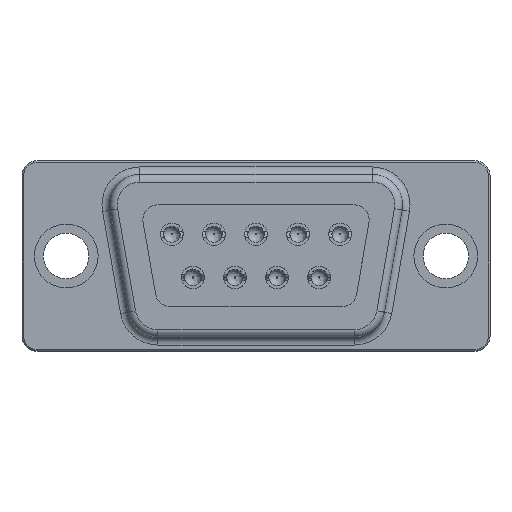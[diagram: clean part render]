
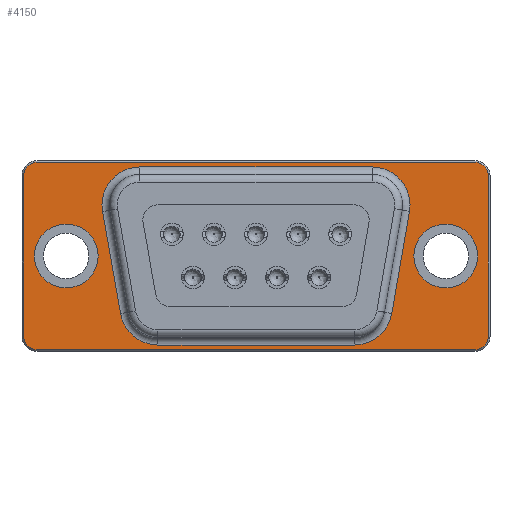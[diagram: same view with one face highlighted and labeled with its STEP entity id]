
A CAD part, top view. The second image highlights one B-rep face of the part: STEP entity #4150.
In plain terms, the highlighted planar face has unit normal (0, 0, 1).
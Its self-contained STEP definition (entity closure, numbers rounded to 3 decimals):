
#63=FACE_BOUND('',#1391,.T.);
#64=FACE_BOUND('',#1392,.T.);
#65=FACE_BOUND('',#1393,.T.);
#148=PLANE('',#4590);
#448=LINE('',#7723,#736);
#450=LINE('',#7735,#738);
#452=LINE('',#7745,#740);
#453=LINE('',#7751,#741);
#457=LINE('',#7761,#745);
#458=LINE('',#7765,#746);
#459=LINE('',#7769,#747);
#460=LINE('',#7773,#748);
#736=VECTOR('',#5549,10.);
#738=VECTOR('',#5563,10.);
#740=VECTOR('',#5577,10.);
#741=VECTOR('',#5586,10.);
#745=VECTOR('',#5598,10.);
#746=VECTOR('',#5601,10.);
#747=VECTOR('',#5604,10.);
#748=VECTOR('',#5607,10.);
#1114=FACE_OUTER_BOUND('',#1390,.T.);
#1390=EDGE_LOOP('',(#3512,#3513,#3514,#3515,#3516,#3517,#3518,#3519));
#1391=EDGE_LOOP('',(#3520));
#1392=EDGE_LOOP('',(#3521));
#1393=EDGE_LOOP('',(#3522,#3523,#3524,#3525,#3526,#3527,#3528,#3529));
#1531=CIRCLE('',#4335,2.1);
#1533=CIRCLE('',#4339,2.1);
#1629=CIRCLE('',#4568,2.5);
#1632=CIRCLE('',#4573,2.5);
#1636=CIRCLE('',#4579,2.5);
#1640=CIRCLE('',#4585,2.5);
#1641=CIRCLE('',#4591,0.9);
#1642=CIRCLE('',#4592,0.9);
#1643=CIRCLE('',#4593,0.9);
#1644=CIRCLE('',#4594,0.9);
#1812=VERTEX_POINT('',#6804);
#1814=VERTEX_POINT('',#6811);
#1977=VERTEX_POINT('',#7714);
#1978=VERTEX_POINT('',#7716);
#1980=VERTEX_POINT('',#7721);
#1982=VERTEX_POINT('',#7727);
#1984=VERTEX_POINT('',#7733);
#1985=VERTEX_POINT('',#7738);
#1986=VERTEX_POINT('',#7743);
#1987=VERTEX_POINT('',#7747);
#1988=VERTEX_POINT('',#7759);
#1989=VERTEX_POINT('',#7760);
#1990=VERTEX_POINT('',#7762);
#1991=VERTEX_POINT('',#7764);
#1992=VERTEX_POINT('',#7766);
#1993=VERTEX_POINT('',#7768);
#1994=VERTEX_POINT('',#7770);
#1995=VERTEX_POINT('',#7772);
#2198=EDGE_CURVE('',#1812,#1812,#1531,.T.);
#2201=EDGE_CURVE('',#1814,#1814,#1533,.T.);
#2485=EDGE_CURVE('',#1978,#1977,#1629,.T.);
#2487=EDGE_CURVE('',#1980,#1978,#448,.T.);
#2490=EDGE_CURVE('',#1982,#1980,#1632,.T.);
#2493=EDGE_CURVE('',#1984,#1982,#450,.T.);
#2496=EDGE_CURVE('',#1985,#1984,#1636,.T.);
#2499=EDGE_CURVE('',#1986,#1985,#452,.T.);
#2501=EDGE_CURVE('',#1987,#1986,#1640,.T.);
#2502=EDGE_CURVE('',#1977,#1987,#453,.T.);
#2506=EDGE_CURVE('',#1988,#1989,#457,.T.);
#2507=EDGE_CURVE('',#1989,#1990,#1641,.T.);
#2508=EDGE_CURVE('',#1990,#1991,#458,.T.);
#2509=EDGE_CURVE('',#1991,#1992,#1642,.T.);
#2510=EDGE_CURVE('',#1992,#1993,#459,.T.);
#2511=EDGE_CURVE('',#1993,#1994,#1643,.T.);
#2512=EDGE_CURVE('',#1994,#1995,#460,.T.);
#2513=EDGE_CURVE('',#1995,#1988,#1644,.T.);
#3512=ORIENTED_EDGE('',*,*,#2506,.T.);
#3513=ORIENTED_EDGE('',*,*,#2507,.T.);
#3514=ORIENTED_EDGE('',*,*,#2508,.T.);
#3515=ORIENTED_EDGE('',*,*,#2509,.T.);
#3516=ORIENTED_EDGE('',*,*,#2510,.T.);
#3517=ORIENTED_EDGE('',*,*,#2511,.T.);
#3518=ORIENTED_EDGE('',*,*,#2512,.T.);
#3519=ORIENTED_EDGE('',*,*,#2513,.T.);
#3520=ORIENTED_EDGE('',*,*,#2198,.T.);
#3521=ORIENTED_EDGE('',*,*,#2201,.T.);
#3522=ORIENTED_EDGE('',*,*,#2485,.F.);
#3523=ORIENTED_EDGE('',*,*,#2487,.F.);
#3524=ORIENTED_EDGE('',*,*,#2490,.F.);
#3525=ORIENTED_EDGE('',*,*,#2493,.F.);
#3526=ORIENTED_EDGE('',*,*,#2496,.F.);
#3527=ORIENTED_EDGE('',*,*,#2499,.F.);
#3528=ORIENTED_EDGE('',*,*,#2501,.F.);
#3529=ORIENTED_EDGE('',*,*,#2502,.F.);
#4150=ADVANCED_FACE('',(#1114,#63,#64,#65),#148,.T.);
#4335=AXIS2_PLACEMENT_3D('',#6806,#4924,#4925);
#4339=AXIS2_PLACEMENT_3D('',#6813,#4933,#4934);
#4568=AXIS2_PLACEMENT_3D('',#7718,#5543,#5544);
#4573=AXIS2_PLACEMENT_3D('',#7729,#5555,#5556);
#4579=AXIS2_PLACEMENT_3D('',#7740,#5569,#5570);
#4585=AXIS2_PLACEMENT_3D('',#7749,#5582,#5583);
#4590=AXIS2_PLACEMENT_3D('',#7758,#5596,#5597);
#4591=AXIS2_PLACEMENT_3D('',#7763,#5599,#5600);
#4592=AXIS2_PLACEMENT_3D('',#7767,#5602,#5603);
#4593=AXIS2_PLACEMENT_3D('',#7771,#5605,#5606);
#4594=AXIS2_PLACEMENT_3D('',#7774,#5608,#5609);
#4924=DIRECTION('center_axis',(0.,0.,-1.));
#4925=DIRECTION('ref_axis',(-1.,0.,0.));
#4933=DIRECTION('center_axis',(0.,0.,-1.));
#4934=DIRECTION('ref_axis',(-1.,0.,0.));
#5543=DIRECTION('center_axis',(0.,0.,1.));
#5544=DIRECTION('ref_axis',(0.765,0.644,0.));
#5549=DIRECTION('',(0.171,0.985,0.));
#5555=DIRECTION('center_axis',(0.,0.,1.));
#5556=DIRECTION('ref_axis',(0.644,-0.765,0.));
#5563=DIRECTION('',(1.,0.,0.));
#5569=DIRECTION('center_axis',(0.,0.,1.));
#5570=DIRECTION('ref_axis',(-0.643,-0.766,0.));
#5577=DIRECTION('',(0.174,-0.985,0.));
#5582=DIRECTION('center_axis',(0.,0.,1.));
#5583=DIRECTION('ref_axis',(-0.766,0.643,0.));
#5586=DIRECTION('',(-1.,0.,0.));
#5596=DIRECTION('center_axis',(0.,0.,1.));
#5597=DIRECTION('ref_axis',(1.,0.,0.));
#5598=DIRECTION('',(-1.,0.,0.));
#5599=DIRECTION('center_axis',(0.,0.,1.));
#5600=DIRECTION('ref_axis',(-0.707,0.707,0.));
#5601=DIRECTION('',(0.,-1.,0.));
#5602=DIRECTION('center_axis',(0.,0.,1.));
#5603=DIRECTION('ref_axis',(-0.707,-0.707,0.));
#5604=DIRECTION('',(1.,0.,0.));
#5605=DIRECTION('center_axis',(0.,0.,1.));
#5606=DIRECTION('ref_axis',(0.707,-0.707,0.));
#5607=DIRECTION('',(0.,1.,0.));
#5608=DIRECTION('center_axis',(0.,0.,1.));
#5609=DIRECTION('ref_axis',(0.707,0.707,0.));
#6804=CARTESIAN_POINT('',(-10.395,0.,0.8));
#6806=CARTESIAN_POINT('Origin',(-12.495,0.,0.8));
#6811=CARTESIAN_POINT('',(14.595,0.,0.8));
#6813=CARTESIAN_POINT('Origin',(12.495,0.,0.8));
#7714=CARTESIAN_POINT('',(7.64,5.86,0.8));
#7716=CARTESIAN_POINT('',(10.103,2.933,0.8));
#7718=CARTESIAN_POINT('Origin',(7.64,3.36,0.8));
#7721=CARTESIAN_POINT('',(8.94,-3.787,0.8));
#7723=CARTESIAN_POINT('',(8.984,-3.529,0.8));
#7727=CARTESIAN_POINT('',(6.476,-5.86,0.8));
#7729=CARTESIAN_POINT('Origin',(6.476,-3.36,0.8));
#7733=CARTESIAN_POINT('',(-6.455,-5.86,0.8));
#7735=CARTESIAN_POINT('',(-4.067,-5.86,0.8));
#7738=CARTESIAN_POINT('',(-8.917,-3.794,0.8));
#7740=CARTESIAN_POINT('Origin',(-6.455,-3.36,0.8));
#7743=CARTESIAN_POINT('',(-10.102,2.926,0.8));
#7745=CARTESIAN_POINT('',(-9.7,0.643,0.8));
#7747=CARTESIAN_POINT('',(-7.64,5.86,0.8));
#7749=CARTESIAN_POINT('Origin',(-7.64,3.36,0.8));
#7751=CARTESIAN_POINT('',(3.82,5.86,0.8));
#7758=CARTESIAN_POINT('Origin',(0.,0.,
0.8));
#7759=CARTESIAN_POINT('',(14.405,6.175,0.8));
#7760=CARTESIAN_POINT('',(-14.405,6.175,0.8));
#7761=CARTESIAN_POINT('',(7.703,6.175,0.8));
#7762=CARTESIAN_POINT('',(-15.305,5.275,0.8));
#7763=CARTESIAN_POINT('Origin',(-14.405,5.275,0.8));
#7764=CARTESIAN_POINT('',(-15.305,-5.275,0.8));
#7765=CARTESIAN_POINT('',(-15.305,3.138,0.8));
#7766=CARTESIAN_POINT('',(-14.405,-6.175,0.8));
#7767=CARTESIAN_POINT('Origin',(-14.405,-5.275,0.8));
#7768=CARTESIAN_POINT('',(14.405,-6.175,0.8));
#7769=CARTESIAN_POINT('',(-7.703,-6.175,0.8));
#7770=CARTESIAN_POINT('',(15.305,-5.275,0.8));
#7771=CARTESIAN_POINT('Origin',(14.405,-5.275,0.8));
#7772=CARTESIAN_POINT('',(15.305,5.275,0.8));
#7773=CARTESIAN_POINT('',(15.305,-3.138,0.8));
#7774=CARTESIAN_POINT('Origin',(14.405,5.275,0.8));
